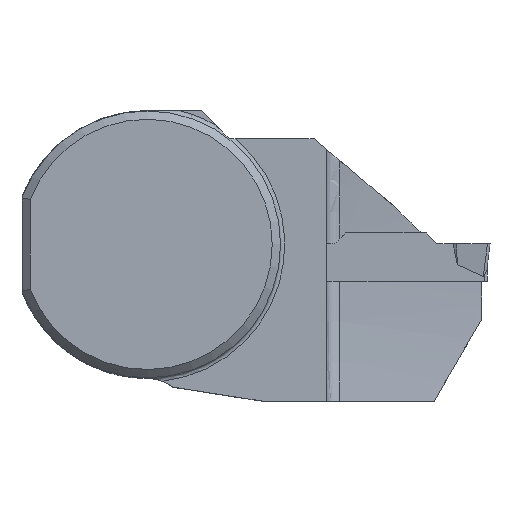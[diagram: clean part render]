
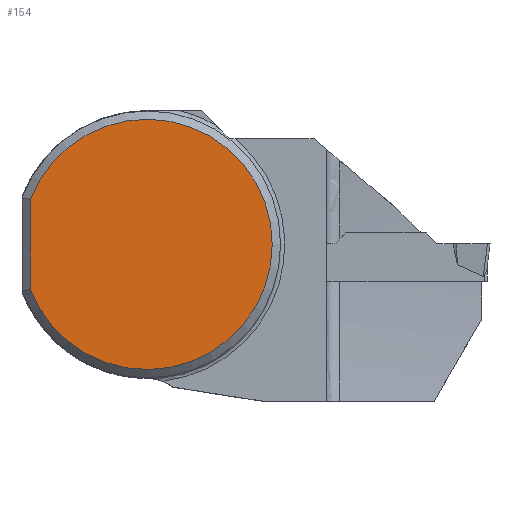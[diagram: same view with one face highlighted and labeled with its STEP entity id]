
A CAD part, top view. The second image highlights one B-rep face of the part: STEP entity #154.
In plain terms, the highlighted planar face has unit normal (0, 0, 1).
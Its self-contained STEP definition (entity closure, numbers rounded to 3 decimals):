
#108=PLANE('',#1338);
#154=ADVANCED_FACE('',(#227),#108,.F.);
#227=FACE_OUTER_BOUND('',#289,.T.);
#289=EDGE_LOOP('',(#627,#628));
#399=LINE('',#1805,#507);
#507=VECTOR('',#1465,1.);
#627=ORIENTED_EDGE('',*,*,#1085,.F.);
#628=ORIENTED_EDGE('',*,*,#1086,.T.);
#971=VERTEX_POINT('',#1806);
#972=VERTEX_POINT('',#1807);
#1085=EDGE_CURVE('',#971,#972,#399,.T.);
#1086=EDGE_CURVE('',#971,#972,#1247,.T.);
#1247=CIRCLE('',#1337,15.);
#1337=AXIS2_PLACEMENT_3D('',#1808,#1466,#1467);
#1338=AXIS2_PLACEMENT_3D('',#1809,#1468,#1469);
#1465=DIRECTION('',(0.,1.,0.));
#1466=DIRECTION('',(0.,0.,1.));
#1467=DIRECTION('',(1.,0.,0.));
#1468=DIRECTION('',(0.,0.,-1.));
#1469=DIRECTION('',(1.,0.,0.));
#1805=CARTESIAN_POINT('',(-14.,0.,0.325));
#1806=CARTESIAN_POINT('',(-14.,-5.385,0.325));
#1807=CARTESIAN_POINT('',(-14.,5.385,0.325));
#1808=CARTESIAN_POINT('',(0.,0.,0.325));
#1809=CARTESIAN_POINT('',(0.,0.,0.325));
